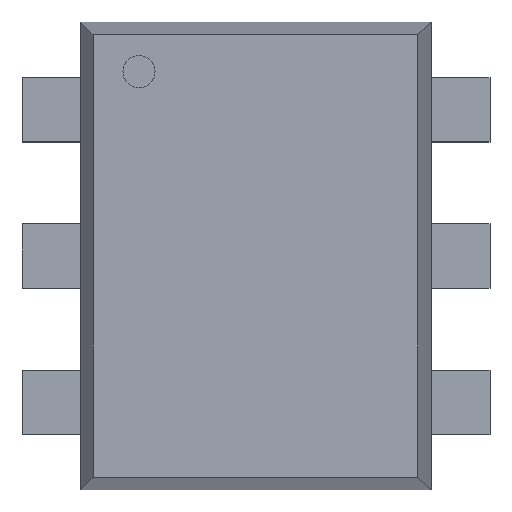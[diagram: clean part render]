
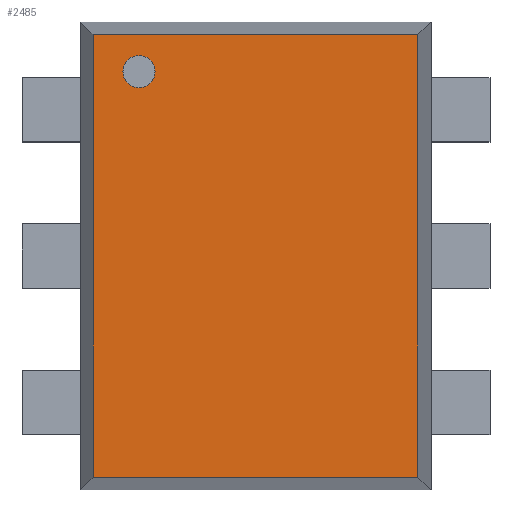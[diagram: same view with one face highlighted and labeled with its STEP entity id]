
A CAD part, top view. The second image highlights one B-rep face of the part: STEP entity #2485.
In plain terms, the highlighted planar face has unit normal (0, 0, 1).
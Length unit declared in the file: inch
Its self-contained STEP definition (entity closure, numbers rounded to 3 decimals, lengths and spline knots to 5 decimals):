
#2118 = B_SPLINE_SURFACE_WITH_KNOTS('',1,1,(
    (#2119,#2120)
    ,(#2121,#2122
    )),.UNSPECIFIED.,.F.,.F.,.F.,(2,2),(2,2),(0.,1.2),(0.,1.),
  .PIECEWISE_BEZIER_KNOTS.);
#2119 = CARTESIAN_POINT('',(-0.02362,0.0315,
    0.00787));
#2120 = CARTESIAN_POINT('',(-0.02193,0.0298,
    0.02165));
#2121 = CARTESIAN_POINT('',(0.02362,0.0315,
    0.00787));
#2122 = CARTESIAN_POINT('',(0.02177,0.0298,
    0.02165));
#2268 = B_SPLINE_SURFACE_WITH_KNOTS('',1,1,(
    (#2269,#2270)
    ,(#2271,#2272
    )),.UNSPECIFIED.,.F.,.F.,.F.,(2,2),(2,2),(0.,1.6),(0.,1.),
  .PIECEWISE_BEZIER_KNOTS.);
#2269 = CARTESIAN_POINT('',(0.02362,0.0315,
    0.00787));
#2270 = CARTESIAN_POINT('',(0.02177,0.0298,
    0.02165));
#2271 = CARTESIAN_POINT('',(0.02362,-0.0315,
    0.00787));
#2272 = CARTESIAN_POINT('',(0.02177,-0.0298,
    0.02165));
#2286 = VERTEX_POINT('',#2287);
#2287 = CARTESIAN_POINT('',(0.02177,0.0298,
    0.02165));
#2307 = EDGE_CURVE('',#2308,#2286,#2310,.T.);
#2308 = VERTEX_POINT('',#2309);
#2309 = CARTESIAN_POINT('',(-0.02193,0.0298,
    0.02165));
#2310 = SURFACE_CURVE('',#2311,(#2315,#2321),.PCURVE_S1.);
#2311 = LINE('',#2312,#2313);
#2312 = CARTESIAN_POINT('',(-0.02193,0.0298,
    0.02165));
#2313 = VECTOR('',#2314,0.03937);
#2314 = DIRECTION('',(1.,0.,0.));
#2315 = PCURVE('',#2118,#2316);
#2316 = DEFINITIONAL_REPRESENTATION('',(#2317),#2320);
#2317 = B_SPLINE_CURVE_WITH_KNOTS('',1,(#2318,#2319),.UNSPECIFIED.,.F.,
  .F.,(2,2),(0.,1.11),.PIECEWISE_BEZIER_KNOTS.);
#2318 = CARTESIAN_POINT('',(0.,1.));
#2319 = CARTESIAN_POINT('',(1.2,1.));
#2320 = ( GEOMETRIC_REPRESENTATION_CONTEXT(2) 
PARAMETRIC_REPRESENTATION_CONTEXT() REPRESENTATION_CONTEXT('2D SPACE',''
  ) );
#2321 = PCURVE('',#2322,#2327);
#2322 = PLANE('',#2323);
#2323 = AXIS2_PLACEMENT_3D('',#2324,#2325,#2326);
#2324 = CARTESIAN_POINT('',(-0.02193,0.0298,
    0.02165));
#2325 = DIRECTION('',(0.,0.,1.));
#2326 = DIRECTION('',(0.591,-0.806,0.));
#2327 = DEFINITIONAL_REPRESENTATION('',(#2328),#2332);
#2328 = LINE('',#2329,#2330);
#2329 = CARTESIAN_POINT('',(0.,0.));
#2330 = VECTOR('',#2331,1.);
#2331 = DIRECTION('',(0.591,0.806));
#2332 = ( GEOMETRIC_REPRESENTATION_CONTEXT(2) 
PARAMETRIC_REPRESENTATION_CONTEXT() REPRESENTATION_CONTEXT('2D SPACE',''
  ) );
#2347 = B_SPLINE_SURFACE_WITH_KNOTS('',1,1,(
    (#2348,#2349)
    ,(#2350,#2351
    )),.UNSPECIFIED.,.F.,.F.,.F.,(2,2),(2,2),(0.,1.6),(0.,1.),
  .PIECEWISE_BEZIER_KNOTS.);
#2348 = CARTESIAN_POINT('',(-0.02362,-0.0315,
    0.00787));
#2349 = CARTESIAN_POINT('',(-0.02193,-0.0298,
    0.02165));
#2350 = CARTESIAN_POINT('',(-0.02362,0.0315,
    0.00787));
#2351 = CARTESIAN_POINT('',(-0.02193,0.0298,
    0.02165));
#2426 = B_SPLINE_SURFACE_WITH_KNOTS('',1,1,(
    (#2427,#2428)
    ,(#2429,#2430
    )),.UNSPECIFIED.,.F.,.F.,.F.,(2,2),(2,2),(0.,1.2),(0.,1.),
  .PIECEWISE_BEZIER_KNOTS.);
#2427 = CARTESIAN_POINT('',(0.02362,-0.0315,
    0.00787));
#2428 = CARTESIAN_POINT('',(0.02177,-0.0298,
    0.02165));
#2429 = CARTESIAN_POINT('',(-0.02362,-0.0315,
    0.00787));
#2430 = CARTESIAN_POINT('',(-0.02193,-0.0298,
    0.02165));
#2444 = VERTEX_POINT('',#2445);
#2445 = CARTESIAN_POINT('',(0.02177,-0.0298,
    0.02165));
#2465 = EDGE_CURVE('',#2286,#2444,#2466,.T.);
#2466 = SURFACE_CURVE('',#2467,(#2471,#2477),.PCURVE_S1.);
#2467 = LINE('',#2468,#2469);
#2468 = CARTESIAN_POINT('',(0.02177,0.0298,
    0.02165));
#2469 = VECTOR('',#2470,0.03937);
#2470 = DIRECTION('',(0.,-1.,0.));
#2471 = PCURVE('',#2268,#2472);
#2472 = DEFINITIONAL_REPRESENTATION('',(#2473),#2476);
#2473 = B_SPLINE_CURVE_WITH_KNOTS('',1,(#2474,#2475),.UNSPECIFIED.,.F.,
  .F.,(2,2),(0.,1.514),.PIECEWISE_BEZIER_KNOTS.);
#2474 = CARTESIAN_POINT('',(0.,1.));
#2475 = CARTESIAN_POINT('',(1.6,1.));
#2476 = ( GEOMETRIC_REPRESENTATION_CONTEXT(2) 
PARAMETRIC_REPRESENTATION_CONTEXT() REPRESENTATION_CONTEXT('2D SPACE',''
  ) );
#2477 = PCURVE('',#2322,#2478);
#2478 = DEFINITIONAL_REPRESENTATION('',(#2479),#2483);
#2479 = LINE('',#2480,#2481);
#2480 = CARTESIAN_POINT('',(0.026,0.035));
#2481 = VECTOR('',#2482,1.);
#2482 = DIRECTION('',(0.806,-0.591));
#2483 = ( GEOMETRIC_REPRESENTATION_CONTEXT(2) 
PARAMETRIC_REPRESENTATION_CONTEXT() REPRESENTATION_CONTEXT('2D SPACE',''
  ) );
#2485 = ADVANCED_FACE('',(#2486,#2532),#2322,.T.);
#2486 = FACE_BOUND('',#2487,.T.);
#2487 = EDGE_LOOP('',(#2488,#2489,#2511,#2531));
#2488 = ORIENTED_EDGE('',*,*,#2307,.F.);
#2489 = ORIENTED_EDGE('',*,*,#2490,.F.);
#2490 = EDGE_CURVE('',#2491,#2308,#2493,.T.);
#2491 = VERTEX_POINT('',#2492);
#2492 = CARTESIAN_POINT('',(-0.02193,-0.0298,
    0.02165));
#2493 = SURFACE_CURVE('',#2494,(#2498,#2505),.PCURVE_S1.);
#2494 = LINE('',#2495,#2496);
#2495 = CARTESIAN_POINT('',(-0.02193,-0.0298,
    0.02165));
#2496 = VECTOR('',#2497,0.03937);
#2497 = DIRECTION('',(0.,1.,0.));
#2498 = PCURVE('',#2322,#2499);
#2499 = DEFINITIONAL_REPRESENTATION('',(#2500),#2504);
#2500 = LINE('',#2501,#2502);
#2501 = CARTESIAN_POINT('',(0.048,-0.035));
#2502 = VECTOR('',#2503,1.);
#2503 = DIRECTION('',(-0.806,0.591));
#2504 = ( GEOMETRIC_REPRESENTATION_CONTEXT(2) 
PARAMETRIC_REPRESENTATION_CONTEXT() REPRESENTATION_CONTEXT('2D SPACE',''
  ) );
#2505 = PCURVE('',#2347,#2506);
#2506 = DEFINITIONAL_REPRESENTATION('',(#2507),#2510);
#2507 = B_SPLINE_CURVE_WITH_KNOTS('',1,(#2508,#2509),.UNSPECIFIED.,.F.,
  .F.,(2,2),(0.,1.514),.PIECEWISE_BEZIER_KNOTS.);
#2508 = CARTESIAN_POINT('',(0.,1.));
#2509 = CARTESIAN_POINT('',(1.6,1.));
#2510 = ( GEOMETRIC_REPRESENTATION_CONTEXT(2) 
PARAMETRIC_REPRESENTATION_CONTEXT() REPRESENTATION_CONTEXT('2D SPACE',''
  ) );
#2511 = ORIENTED_EDGE('',*,*,#2512,.F.);
#2512 = EDGE_CURVE('',#2444,#2491,#2513,.T.);
#2513 = SURFACE_CURVE('',#2514,(#2518,#2525),.PCURVE_S1.);
#2514 = LINE('',#2515,#2516);
#2515 = CARTESIAN_POINT('',(0.02177,-0.0298,
    0.02165));
#2516 = VECTOR('',#2517,0.03937);
#2517 = DIRECTION('',(-1.,0.,0.));
#2518 = PCURVE('',#2322,#2519);
#2519 = DEFINITIONAL_REPRESENTATION('',(#2520),#2524);
#2520 = LINE('',#2521,#2522);
#2521 = CARTESIAN_POINT('',(0.074,0.));
#2522 = VECTOR('',#2523,1.);
#2523 = DIRECTION('',(-0.591,-0.806));
#2524 = ( GEOMETRIC_REPRESENTATION_CONTEXT(2) 
PARAMETRIC_REPRESENTATION_CONTEXT() REPRESENTATION_CONTEXT('2D SPACE',''
  ) );
#2525 = PCURVE('',#2426,#2526);
#2526 = DEFINITIONAL_REPRESENTATION('',(#2527),#2530);
#2527 = B_SPLINE_CURVE_WITH_KNOTS('',1,(#2528,#2529),.UNSPECIFIED.,.F.,
  .F.,(2,2),(0.,1.11),.PIECEWISE_BEZIER_KNOTS.);
#2528 = CARTESIAN_POINT('',(0.,1.));
#2529 = CARTESIAN_POINT('',(1.2,1.));
#2530 = ( GEOMETRIC_REPRESENTATION_CONTEXT(2) 
PARAMETRIC_REPRESENTATION_CONTEXT() REPRESENTATION_CONTEXT('2D SPACE',''
  ) );
#2531 = ORIENTED_EDGE('',*,*,#2465,.F.);
#2532 = FACE_BOUND('',#2533,.T.);
#2533 = EDGE_LOOP('',(#2534));
#2534 = ORIENTED_EDGE('',*,*,#2535,.F.);
#2535 = EDGE_CURVE('',#2536,#2536,#2538,.T.);
#2536 = VERTEX_POINT('',#2537);
#2537 = CARTESIAN_POINT('',(-0.01358,0.0248,
    0.02165));
#2538 = SURFACE_CURVE('',#2539,(#2544,#2551),.PCURVE_S1.);
#2539 = CIRCLE('',#2540,0.00217);
#2540 = AXIS2_PLACEMENT_3D('',#2541,#2542,#2543);
#2541 = CARTESIAN_POINT('',(-0.01575,0.0248,
    0.02165));
#2542 = DIRECTION('',(0.,0.,1.));
#2543 = DIRECTION('',(1.,0.,0.));
#2544 = PCURVE('',#2322,#2545);
#2545 = DEFINITIONAL_REPRESENTATION('',(#2546),#2550);
#2546 = CIRCLE('',#2547,0.00217);
#2547 = AXIS2_PLACEMENT_2D('',#2548,#2549);
#2548 = CARTESIAN_POINT('',(0.008,0.002));
#2549 = DIRECTION('',(0.591,0.806));
#2550 = ( GEOMETRIC_REPRESENTATION_CONTEXT(2) 
PARAMETRIC_REPRESENTATION_CONTEXT() REPRESENTATION_CONTEXT('2D SPACE',''
  ) );
#2551 = PCURVE('',#2552,#2557);
#2552 = CYLINDRICAL_SURFACE('',#2553,0.00217);
#2553 = AXIS2_PLACEMENT_3D('',#2554,#2555,#2556);
#2554 = CARTESIAN_POINT('',(-0.01575,0.0248,
    0.02165));
#2555 = DIRECTION('',(0.,0.,1.));
#2556 = DIRECTION('',(1.,0.,-0.));
#2557 = DEFINITIONAL_REPRESENTATION('',(#2558),#2562);
#2558 = LINE('',#2559,#2560);
#2559 = CARTESIAN_POINT('',(0.,0.));
#2560 = VECTOR('',#2561,1.);
#2561 = DIRECTION('',(1.,0.));
#2562 = ( GEOMETRIC_REPRESENTATION_CONTEXT(2) 
PARAMETRIC_REPRESENTATION_CONTEXT() REPRESENTATION_CONTEXT('2D SPACE',''
  ) );
